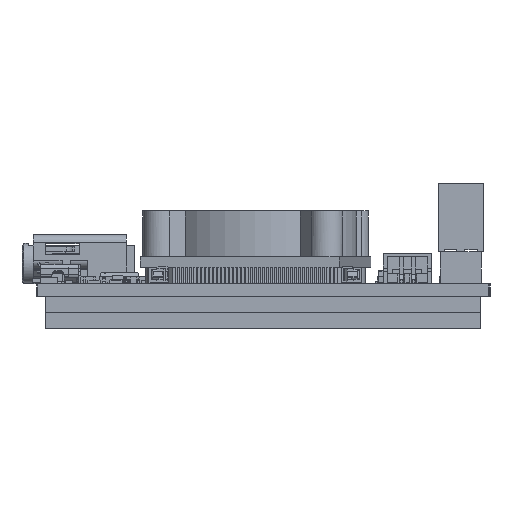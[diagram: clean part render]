
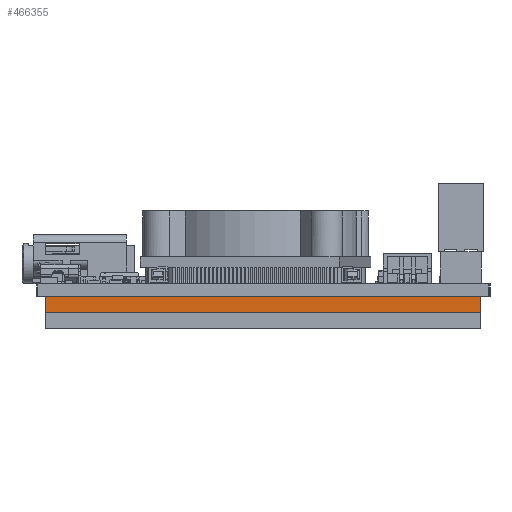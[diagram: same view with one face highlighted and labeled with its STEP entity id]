
A CAD part, left-side view. The second image highlights one B-rep face of the part: STEP entity #466355.
In plain terms, the highlighted planar face has unit normal (-1, 0, 0).
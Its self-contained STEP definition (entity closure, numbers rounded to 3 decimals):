
#10345 = VECTOR ( 'NONE', #414206, 1000. ) ;
#24544 = EDGE_CURVE ( 'NONE', #336232, #265593, #559121, .T. ) ;
#26154 = EDGE_LOOP ( 'NONE', ( #43815, #320206, #242201, #389843 ) ) ;
#33219 = CARTESIAN_POINT ( 'NONE',  ( -32.424, 26.035, -1.6 ) ) ;
#43815 = ORIENTED_EDGE ( 'NONE', *, *, #456729, .F. ) ;
#63611 = CARTESIAN_POINT ( 'NONE',  ( -32.424, -27.965, -3.6 ) ) ;
#163226 = EDGE_CURVE ( 'NONE', #265593, #621150, #302503, .T. ) ;
#176829 = CARTESIAN_POINT ( 'NONE',  ( -32.424, -27.965, -1.6 ) ) ;
#213702 = PLANE ( 'NONE',  #468398 ) ;
#242201 = ORIENTED_EDGE ( 'NONE', *, *, #24544, .T. ) ;
#265593 = VERTEX_POINT ( 'NONE', #531328 ) ;
#289838 = LINE ( 'NONE', #390368, #589905 ) ;
#301559 = VECTOR ( 'NONE', #321387, 1000. ) ;
#302503 = LINE ( 'NONE', #63611, #311326 ) ;
#311326 = VECTOR ( 'NONE', #403025, 1000. ) ;
#315243 = LINE ( 'NONE', #176829, #301559 ) ;
#320206 = ORIENTED_EDGE ( 'NONE', *, *, #608775, .F. ) ;
#321387 = DIRECTION ( 'NONE',  ( 0., -1., 0. ) ) ;
#336232 = VERTEX_POINT ( 'NONE', #614049 ) ;
#361366 = DIRECTION ( 'NONE',  ( 0., 0., 1. ) ) ;
#387261 = DIRECTION ( 'NONE',  ( 0., 0., 1. ) ) ;
#389843 = ORIENTED_EDGE ( 'NONE', *, *, #163226, .T. ) ;
#390368 = CARTESIAN_POINT ( 'NONE',  ( -32.424, 26.035, -3.6 ) ) ;
#403025 = DIRECTION ( 'NONE',  ( 0., 0., 1. ) ) ;
#414206 = DIRECTION ( 'NONE',  ( 0., -1., 0. ) ) ;
#455693 = FACE_OUTER_BOUND ( 'NONE', #26154, .T. ) ;
#456729 = EDGE_CURVE ( 'NONE', #459768, #621150, #315243, .T. ) ;
#459768 = VERTEX_POINT ( 'NONE', #33219 ) ;
#466355 = ADVANCED_FACE ( 'NONE', ( #455693 ), #213702, .T. ) ;
#468398 = AXIS2_PLACEMENT_3D ( 'NONE', #503040, #547107, #361366 ) ;
#503040 = CARTESIAN_POINT ( 'NONE',  ( -32.424, -27.965, -3.6 ) ) ;
#531328 = CARTESIAN_POINT ( 'NONE',  ( -32.424, -27.965, -3.6 ) ) ;
#547107 = DIRECTION ( 'NONE',  ( -1., 0., 0. ) ) ;
#559121 = LINE ( 'NONE', #615521, #10345 ) ;
#580642 = CARTESIAN_POINT ( 'NONE',  ( -32.424, -27.965, -1.6 ) ) ;
#589905 = VECTOR ( 'NONE', #387261, 1000. ) ;
#608775 = EDGE_CURVE ( 'NONE', #336232, #459768, #289838, .T. ) ;
#614049 = CARTESIAN_POINT ( 'NONE',  ( -32.424, 26.035, -3.6 ) ) ;
#615521 = CARTESIAN_POINT ( 'NONE',  ( -32.424, -27.965, -3.6 ) ) ;
#621150 = VERTEX_POINT ( 'NONE', #580642 ) ;
